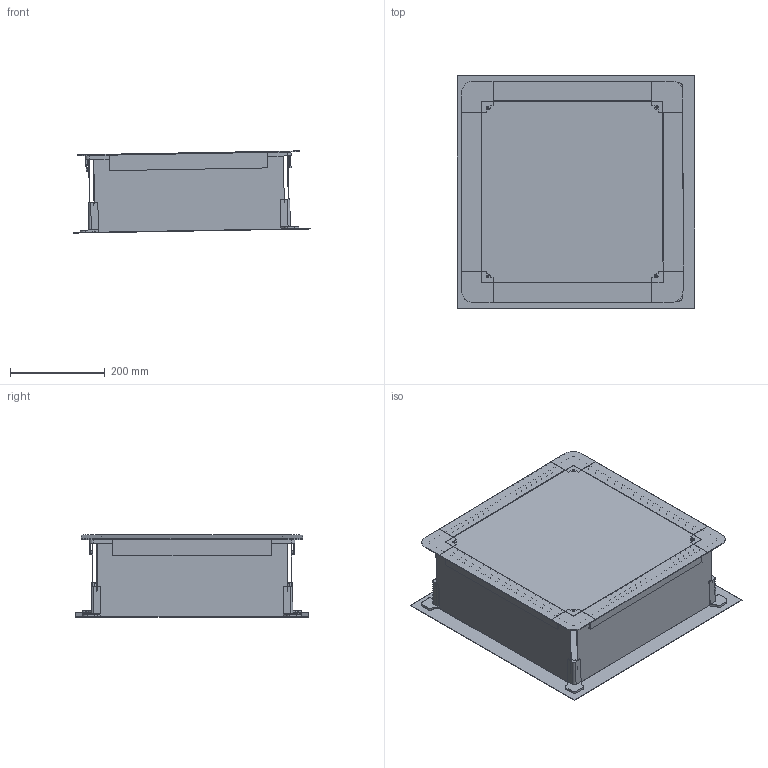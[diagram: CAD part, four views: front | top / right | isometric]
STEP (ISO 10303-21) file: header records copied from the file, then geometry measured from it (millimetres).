
FILE_DESCRIPTION (( 'STEP AP214' ), '1' );
FILE_NAME ('7410056_KSTP1.stp', '2016-07-18T06:47:49', ( '' ), ( '' ), 'SwSTEP 2.0', 'SolidWorks 2014', '' );
FILE_SCHEMA (( 'AUTOMOTIVE_DESIGN' ));
Length unit declared in the file: millimetre
Products named in the file (10): 43226G_UFD 3 Modifikation; 001065_Standard; 001076_Standard; 001069_Mit  Tasche f〉 Fallblech; 7410056_KSTP1; P_001285T1_1_Schraube 165-220; 001070_Standard; 43514B_Standard; 001172_Schieber im Eingriff; P_001285T2_1_165-220  H = max
Assembly tree (21 placements, depth 4):
  7410056_KSTP1
    P_001285T2_1_165-220  H = max
      001076_Standard
      001172_Schieber im Eingriff  x4
        001070_Standard
      43226G_UFD 3 Modifikation  x4
    P_001285T1_1_Schraube 165-220
      001065_Standard  x4
      001069_Mit  Tasche f〉 Fallblech  x4
      43514B_Standard
Bounding box: 500.19 x 490.25 x 173.31 mm (x, y, z)
Volume: 1141089.2 mm3; surface area: 1693669.5 mm2
Topology: 18 solids, 18 shells, 404 faces, 1096 edges, 728 vertices
Faces by surface type: plane 348, cylinder 52, cone 4
Entity records: 4234 total; most frequent: CARTESIAN_POINT 659, DIRECTION 636, ORIENTED_EDGE 620, EDGE_CURVE 310, LINE 270, VECTOR 270, VERTEX_POINT 206, AXIS2_PLACEMENT_3D 183
